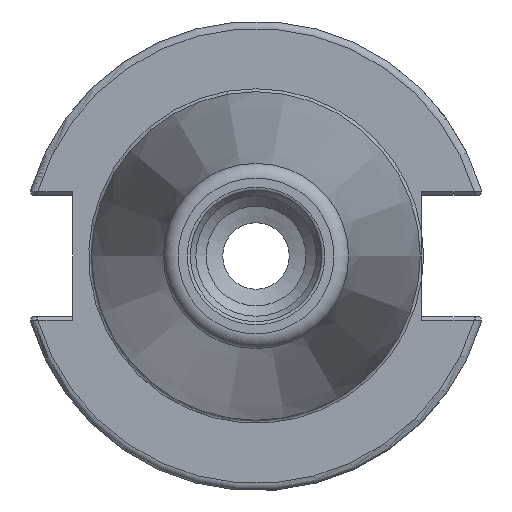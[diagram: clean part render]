
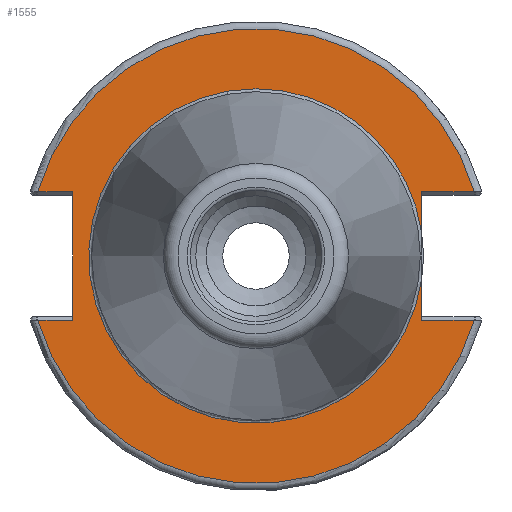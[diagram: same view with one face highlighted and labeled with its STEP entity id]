
A CAD part, left-side view. The second image highlights one B-rep face of the part: STEP entity #1555.
In plain terms, the highlighted planar face has unit normal (-1, 0, 0).
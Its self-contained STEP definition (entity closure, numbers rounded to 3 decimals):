
#54=CIRCLE('',#1664,30.775);
#55=CIRCLE('',#1666,22.625);
#56=CIRCLE('',#1667,22.625);
#57=CIRCLE('',#1668,30.775);
#225=FACE_OUTER_BOUND('',#313,.T.);
#313=EDGE_LOOP('',(#1052,#1053,#1054,#1055,#1056,#1057,#1058,#1059,#1060,
#1061,#1062));
#407=LINE('',#2366,#501);
#409=LINE('',#2434,#503);
#410=LINE('',#2440,#504);
#411=LINE('',#2442,#505);
#412=LINE('',#2446,#506);
#413=LINE('',#2448,#507);
#414=LINE('',#2449,#508);
#501=VECTOR('',#1840,10.);
#503=VECTOR('',#1858,10.);
#504=VECTOR('',#1863,10.);
#505=VECTOR('',#1864,10.);
#506=VECTOR('',#1867,10.);
#507=VECTOR('',#1868,10.);
#508=VECTOR('',#1869,10.);
#610=VERTEX_POINT('',#2359);
#613=VERTEX_POINT('',#2364);
#619=VERTEX_POINT('',#2412);
#621=VERTEX_POINT('',#2433);
#622=VERTEX_POINT('',#2435);
#623=VERTEX_POINT('',#2437);
#624=VERTEX_POINT('',#2439);
#625=VERTEX_POINT('',#2441);
#626=VERTEX_POINT('',#2443);
#627=VERTEX_POINT('',#2445);
#628=VERTEX_POINT('',#2447);
#781=EDGE_CURVE('',#613,#610,#407,.T.);
#791=EDGE_CURVE('',#610,#619,#54,.T.);
#794=EDGE_CURVE('',#613,#621,#409,.T.);
#795=EDGE_CURVE('',#621,#622,#55,.T.);
#796=EDGE_CURVE('',#622,#623,#56,.T.);
#797=EDGE_CURVE('',#623,#624,#410,.T.);
#798=EDGE_CURVE('',#625,#624,#411,.T.);
#799=EDGE_CURVE('',#626,#625,#57,.T.);
#800=EDGE_CURVE('',#627,#626,#412,.T.);
#801=EDGE_CURVE('',#627,#628,#413,.T.);
#802=EDGE_CURVE('',#619,#628,#414,.T.);
#1052=ORIENTED_EDGE('',*,*,#781,.F.);
#1053=ORIENTED_EDGE('',*,*,#794,.T.);
#1054=ORIENTED_EDGE('',*,*,#795,.T.);
#1055=ORIENTED_EDGE('',*,*,#796,.T.);
#1056=ORIENTED_EDGE('',*,*,#797,.T.);
#1057=ORIENTED_EDGE('',*,*,#798,.F.);
#1058=ORIENTED_EDGE('',*,*,#799,.F.);
#1059=ORIENTED_EDGE('',*,*,#800,.F.);
#1060=ORIENTED_EDGE('',*,*,#801,.T.);
#1061=ORIENTED_EDGE('',*,*,#802,.F.);
#1062=ORIENTED_EDGE('',*,*,#791,.F.);
#1520=PLANE('',#1665);
#1555=ADVANCED_FACE('',(#225),#1520,.T.);
#1664=AXIS2_PLACEMENT_3D('',#2413,#1854,#1855);
#1665=AXIS2_PLACEMENT_3D('',#2432,#1856,#1857);
#1666=AXIS2_PLACEMENT_3D('',#2436,#1859,#1860);
#1667=AXIS2_PLACEMENT_3D('',#2438,#1861,#1862);
#1668=AXIS2_PLACEMENT_3D('',#2444,#1865,#1866);
#1840=DIRECTION('',(0.,-1.,0.));
#1854=DIRECTION('center_axis',(1.,0.,0.));
#1855=DIRECTION('ref_axis',(0.,0.,-1.));
#1856=DIRECTION('center_axis',(-1.,0.,0.));
#1857=DIRECTION('ref_axis',(0.,0.,1.));
#1858=DIRECTION('',(0.,0.,1.));
#1859=DIRECTION('center_axis',(1.,0.,0.));
#1860=DIRECTION('ref_axis',(0.,0.,-1.));
#1861=DIRECTION('center_axis',(1.,0.,0.));
#1862=DIRECTION('ref_axis',(0.,0.,-1.));
#1863=DIRECTION('',(0.,0.,1.));
#1864=DIRECTION('',(0.,1.,0.));
#1865=DIRECTION('center_axis',(1.,0.,0.));
#1866=DIRECTION('ref_axis',(0.,0.,-1.));
#1867=DIRECTION('',(0.,1.,0.));
#1868=DIRECTION('',(0.,0.,-1.));
#1869=DIRECTION('',(0.,-1.,0.));
#2359=CARTESIAN_POINT('',(3.18,-29.523,-8.69));
#2364=CARTESIAN_POINT('',(3.18,-22.41,-8.69));
#2366=CARTESIAN_POINT('',(3.18,-3.338,-8.69));
#2412=CARTESIAN_POINT('',(3.18,29.523,-8.69));
#2413=CARTESIAN_POINT('Origin',(3.18,0.,0.));
#2432=CARTESIAN_POINT('Origin',(3.18,30.775,0.));
#2433=CARTESIAN_POINT('',(3.18,-22.41,-3.112));
#2434=CARTESIAN_POINT('',(3.18,-22.41,-4.095));
#2435=CARTESIAN_POINT('',(3.18,0.,22.625));
#2436=CARTESIAN_POINT('Origin',(3.18,0.,0.));
#2437=CARTESIAN_POINT('',(3.18,-22.41,3.112));
#2438=CARTESIAN_POINT('Origin',(3.18,0.,0.));
#2439=CARTESIAN_POINT('',(3.18,-22.41,8.69));
#2440=CARTESIAN_POINT('',(3.18,-22.41,-4.095));
#2441=CARTESIAN_POINT('',(3.18,-29.523,8.69));
#2442=CARTESIAN_POINT('',(3.18,4.182,8.69));
#2443=CARTESIAN_POINT('',(3.18,29.523,8.69));
#2444=CARTESIAN_POINT('Origin',(3.18,0.,0.));
#2445=CARTESIAN_POINT('',(3.18,24.8,8.69));
#2446=CARTESIAN_POINT('',(3.18,36.604,8.69));
#2447=CARTESIAN_POINT('',(3.18,24.8,-8.69));
#2448=CARTESIAN_POINT('',(3.18,24.8,4.095));
#2449=CARTESIAN_POINT('',(3.18,27.787,-8.69));
